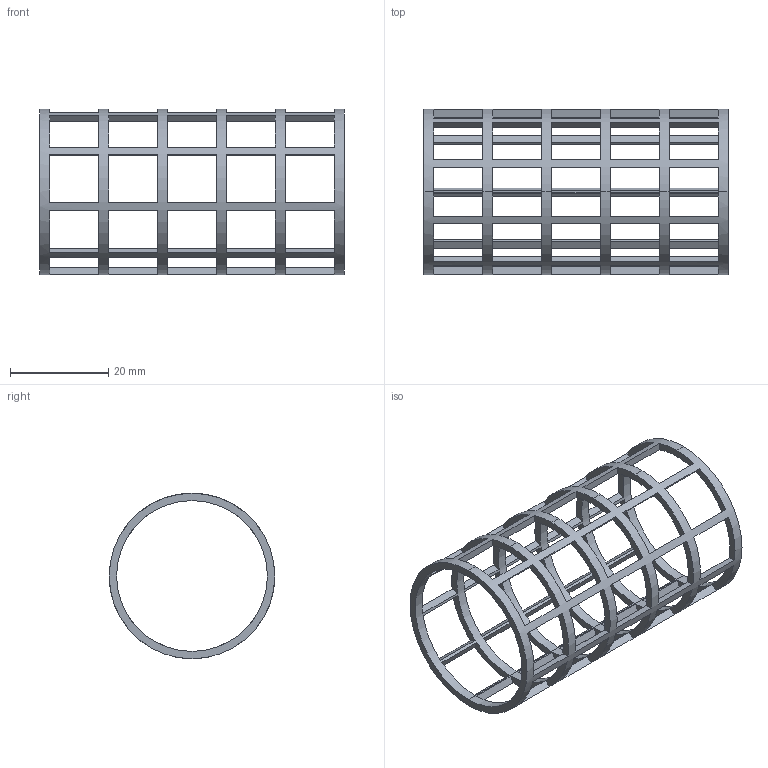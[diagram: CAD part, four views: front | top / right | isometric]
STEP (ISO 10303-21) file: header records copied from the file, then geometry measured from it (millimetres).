
FILE_DESCRIPTION (( 'STEP AP203' ), '1' );
FILE_NAME ('3D-M7011_DN25_174701025.STEP', '2024-09-21T07:56:26', ( '' ), ( '' ), 'SwSTEP 2.0', 'SolidWorks 2024', '' );
FILE_SCHEMA (( 'CONFIG_CONTROL_DESIGN' ));
Length unit declared in the file: millimetre
Products named in the file (1): 3D-M7011_DN25_174701025
Bounding box: 62 x 33.75 x 33.75 mm (x, y, z)
Volume: 2559 mm3; surface area: 6508.1 mm2
Topology: 1 solids, 1 shells, 186 faces, 582 edges, 388 vertices
Faces by surface type: plane 182, cylinder 4
Entity records: 6795 total; most frequent: ORIENTED_EDGE 1164, DIRECTION 1164, CARTESIAN_POINT 1157, EDGE_CURVE 582, AXIS2_PLACEMENT_3D 395, VERTEX_POINT 388, VECTOR 374, LINE 374
